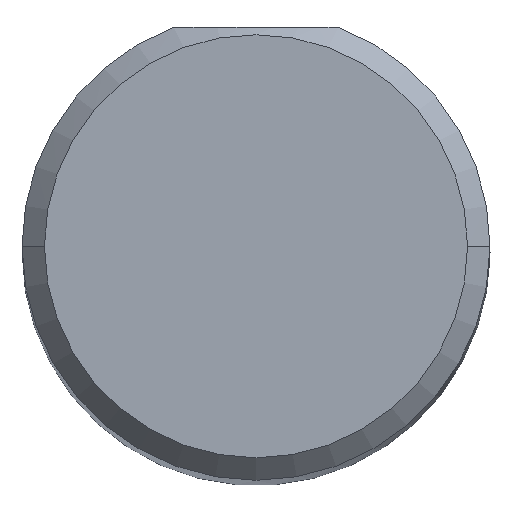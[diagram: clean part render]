
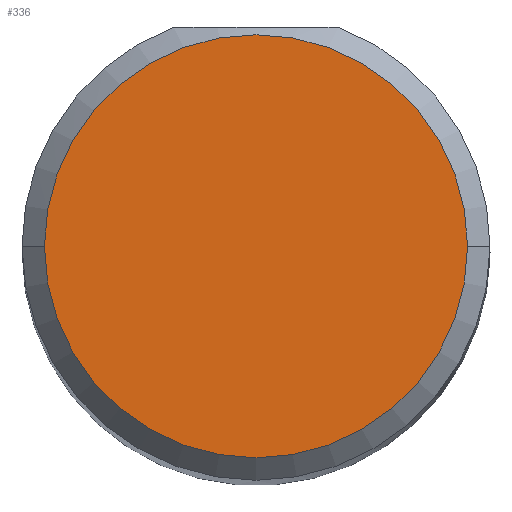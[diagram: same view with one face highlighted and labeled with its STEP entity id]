
A CAD part, top view. The second image highlights one B-rep face of the part: STEP entity #336.
In plain terms, the highlighted planar face has unit normal (0, 0, 1).
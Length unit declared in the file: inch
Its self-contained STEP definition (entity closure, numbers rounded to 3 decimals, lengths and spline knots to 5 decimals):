
#14 = DIRECTION ( 'NONE',  ( 1., 0., 0. ) ) ;
#27 = CIRCLE ( 'NONE', #140, 0.14125 ) ;
#44 = CARTESIAN_POINT ( 'NONE',  ( 0., 0., 2.5 ) ) ;
#58 = CARTESIAN_POINT ( 'NONE',  ( 0., 0., 2.5 ) ) ;
#59 = EDGE_CURVE ( 'NONE', #93, #104, #108, .T. ) ;
#93 = VERTEX_POINT ( 'NONE', #332 ) ;
#97 = AXIS2_PLACEMENT_3D ( 'NONE', #44, #478, #288 ) ;
#104 = VERTEX_POINT ( 'NONE', #378 ) ;
#108 = CIRCLE ( 'NONE', #97, 0.14125 ) ;
#116 = EDGE_LOOP ( 'NONE', ( #242, #548 ) ) ;
#140 = AXIS2_PLACEMENT_3D ( 'NONE', #58, #303, #14 ) ;
#216 = CARTESIAN_POINT ( 'NONE',  ( 0., 0., 2.5 ) ) ;
#242 = ORIENTED_EDGE ( 'NONE', *, *, #59, .T. ) ;
#267 = DIRECTION ( 'NONE',  ( 0., 0., 1. ) ) ;
#288 = DIRECTION ( 'NONE',  ( 1., 0., 0. ) ) ;
#303 = DIRECTION ( 'NONE',  ( 0., 0., 1. ) ) ;
#332 = CARTESIAN_POINT ( 'NONE',  ( -0.14125, 0., 2.5 ) ) ;
#336 = ADVANCED_FACE ( 'NONE', ( #508 ), #511, .T. ) ;
#378 = CARTESIAN_POINT ( 'NONE',  ( 0.14125, 0., 2.5 ) ) ;
#451 = EDGE_CURVE ( 'NONE', #104, #93, #27, .T. ) ;
#467 = DIRECTION ( 'NONE',  ( 1., 0., 0. ) ) ;
#478 = DIRECTION ( 'NONE',  ( 0., 0., 1. ) ) ;
#483 = AXIS2_PLACEMENT_3D ( 'NONE', #216, #267, #467 ) ;
#508 = FACE_OUTER_BOUND ( 'NONE', #116, .T. ) ;
#511 = PLANE ( 'NONE',  #483 ) ;
#548 = ORIENTED_EDGE ( 'NONE', *, *, #451, .T. ) ;
